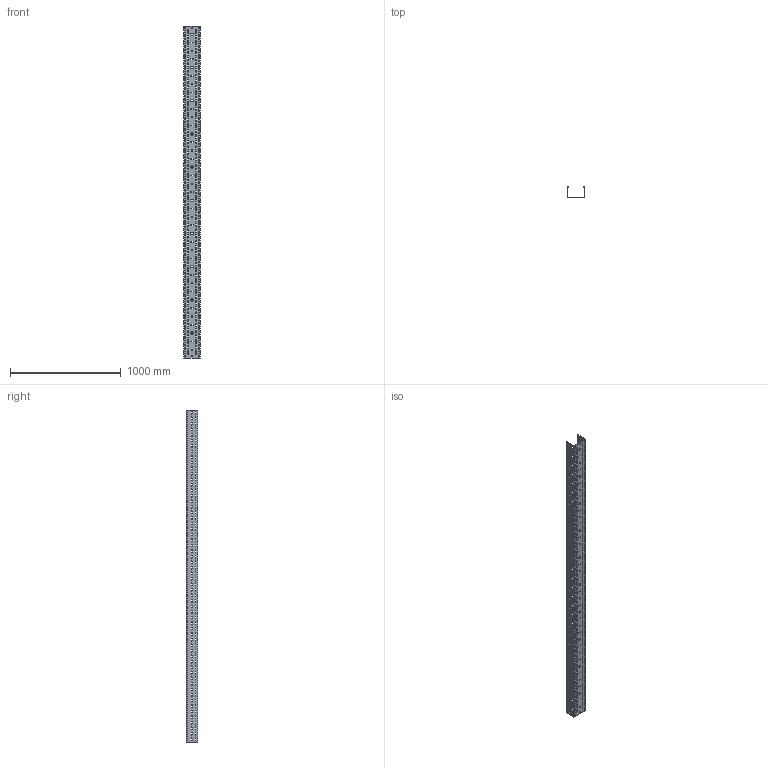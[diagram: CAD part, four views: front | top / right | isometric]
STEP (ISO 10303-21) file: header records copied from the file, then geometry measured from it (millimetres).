
FILE_DESCRIPTION (( 'STEP AP203' ), '1' );
FILE_NAME ('CLP10-100-150-150-3 Ëîòîê ïåðôîðèðîâàííûé ESCA 100õ150õ3000-1,5 IEK.STEP', '2021-10-04T18:56:21', ( '' ), ( '' ), 'SwSTEP 2.0', 'SolidWorks 2017', '' );
FILE_SCHEMA (( 'CONFIG_CONTROL_DESIGN' ));
Products named in the file (1): CLP10-100-150-150-3 Ëîòîê ïåðôîðèðîâàííûé ESCA 100õ150õ3000-1,5 IEK
Bounding box: 150 x 99.97 x 3000 mm (x, y, z)
Volume: 1717149.9 mm3; surface area: 2016902.1 mm2
Topology: 1 solids, 1 shells, 2558 faces, 7668 edges, 5112 vertices
Faces by surface type: cylinder 1520, plane 1038
Entity records: 89565 total; most frequent: DIRECTION 15826, CARTESIAN_POINT 15339, ORIENTED_EDGE 15336, EDGE_CURVE 7668, AXIS2_PLACEMENT_3D 5599, VERTEX_POINT 5112, LINE 4628, VECTOR 4628
